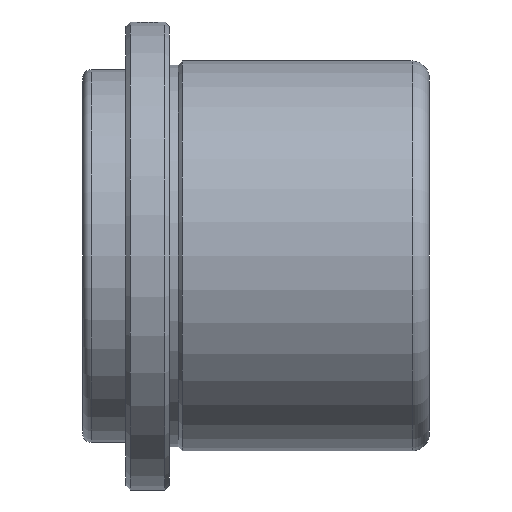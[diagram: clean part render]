
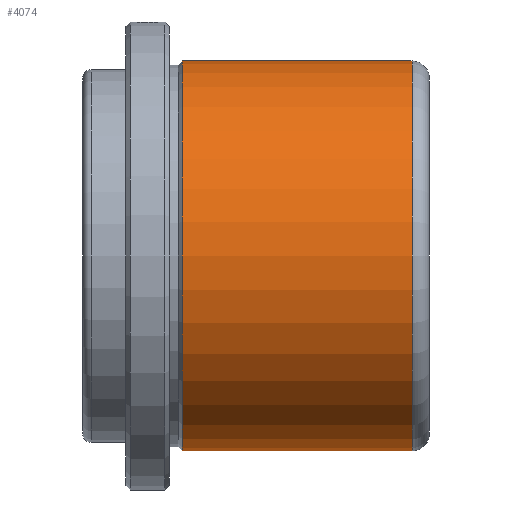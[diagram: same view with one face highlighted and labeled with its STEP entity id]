
A CAD part, left-side view. The second image highlights one B-rep face of the part: STEP entity #4074.
In plain terms, the highlighted cylindrical face has radius 22.5 mm (diameter 45 mm), a partial arc.
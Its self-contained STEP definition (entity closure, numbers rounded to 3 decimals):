
#62 = CARTESIAN_POINT ( 'NONE',  ( 0., 0., 22.5 ) ) ;
#273 = VERTEX_POINT ( 'NONE', #3279 ) ;
#468 = ORIENTED_EDGE ( 'NONE', *, *, #1640, .T. ) ;
#907 = CARTESIAN_POINT ( 'NONE',  ( 0., 14.252, 22.5 ) ) ;
#946 = EDGE_LOOP ( 'NONE', ( #3775, #2762, #468, #1628 ) ) ;
#1117 = CARTESIAN_POINT ( 'NONE',  ( 0., 0., 0. ) ) ;
#1134 = CARTESIAN_POINT ( 'NONE',  ( 0., -12.248, 22.5 ) ) ;
#1513 = DIRECTION ( 'NONE',  ( 0., 0., 1. ) ) ;
#1573 = CIRCLE ( 'NONE', #5648, 22.5 ) ;
#1628 = ORIENTED_EDGE ( 'NONE', *, *, #4824, .F. ) ;
#1640 = EDGE_CURVE ( 'NONE', #3493, #1992, #4406, .T. ) ;
#1665 = VECTOR ( 'NONE', #4981, 1000. ) ;
#1867 = CYLINDRICAL_SURFACE ( 'NONE', #2467, 22.5 ) ;
#1992 = VERTEX_POINT ( 'NONE', #907 ) ;
#2023 = CARTESIAN_POINT ( 'NONE',  ( 0., 0., -22.5 ) ) ;
#2059 = DIRECTION ( 'NONE',  ( 0., 1., 0. ) ) ;
#2378 = LINE ( 'NONE', #2023, #5175 ) ;
#2467 = AXIS2_PLACEMENT_3D ( 'NONE', #1117, #5411, #4389 ) ;
#2605 = CIRCLE ( 'NONE', #2876, 22.5 ) ;
#2762 = ORIENTED_EDGE ( 'NONE', *, *, #3517, .T. ) ;
#2876 = AXIS2_PLACEMENT_3D ( 'NONE', #4286, #5600, #1513 ) ;
#3279 = CARTESIAN_POINT ( 'NONE',  ( 0., -12.248, -22.5 ) ) ;
#3453 = FACE_OUTER_BOUND ( 'NONE', #946, .T. ) ;
#3493 = VERTEX_POINT ( 'NONE', #1134 ) ;
#3517 = EDGE_CURVE ( 'NONE', #273, #3493, #1573, .T. ) ;
#3775 = ORIENTED_EDGE ( 'NONE', *, *, #4534, .F. ) ;
#3871 = DIRECTION ( 'NONE',  ( 0., 1., 0. ) ) ;
#4074 = ADVANCED_FACE ( 'NONE', ( #3453 ), #1867, .T. ) ;
#4222 = VERTEX_POINT ( 'NONE', #4556 ) ;
#4286 = CARTESIAN_POINT ( 'NONE',  ( 0., 14.252, 0. ) ) ;
#4389 = DIRECTION ( 'NONE',  ( 0., 0., 1. ) ) ;
#4406 = LINE ( 'NONE', #62, #1665 ) ;
#4534 = EDGE_CURVE ( 'NONE', #273, #4222, #2378, .T. ) ;
#4556 = CARTESIAN_POINT ( 'NONE',  ( 0., 14.252, -22.5 ) ) ;
#4824 = EDGE_CURVE ( 'NONE', #4222, #1992, #2605, .T. ) ;
#4852 = CARTESIAN_POINT ( 'NONE',  ( 0., -12.248, 0. ) ) ;
#4981 = DIRECTION ( 'NONE',  ( 0., 1., 0. ) ) ;
#5175 = VECTOR ( 'NONE', #3871, 1000. ) ;
#5269 = DIRECTION ( 'NONE',  ( 0., 0., 1. ) ) ;
#5411 = DIRECTION ( 'NONE',  ( 0., 1., 0. ) ) ;
#5600 = DIRECTION ( 'NONE',  ( 0., 1., 0. ) ) ;
#5648 = AXIS2_PLACEMENT_3D ( 'NONE', #4852, #2059, #5269 ) ;
